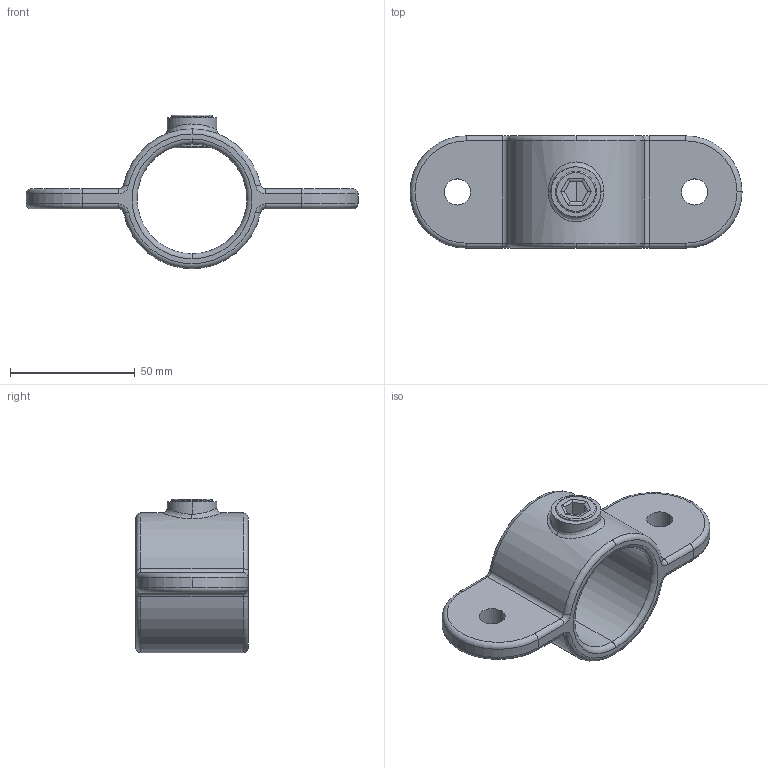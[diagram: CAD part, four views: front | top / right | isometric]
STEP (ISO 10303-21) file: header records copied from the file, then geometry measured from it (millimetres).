
FILE_DESCRIPTION (( 'STEP AP203' ), '1' );
FILE_NAME ('167M-C42.step', '2015-09-17T16:25:53', ( '' ), ( '' ), 'SwSTEP 2.0', 'SolidWorks 2015', '' );
FILE_SCHEMA (( 'CONFIG_CONTROL_DESIGN' ));
Length unit declared in the file: millimetre
Products named in the file (3): 167M-C42 Teil2; 167M-C42; 167M-C42 Teil1
Assembly tree (2 placements, depth 2):
  167M-C42
    167M-C42 Teil1
    167M-C42 Teil2
Bounding box: 133 x 45 x 61.5 mm (x, y, z)
Volume: 66334 mm3; surface area: 24174.4 mm2
Topology: 2 solids, 2 shells, 85 faces, 201 edges, 120 vertices
Faces by surface type: cylinder 42, torus 26, plane 15, bspline 2
Entity records: 3325 total; most frequent: CARTESIAN_POINT 1030, DIRECTION 461, ORIENTED_EDGE 402, EDGE_CURVE 201, AXIS2_PLACEMENT_3D 194, VERTEX_POINT 120, CIRCLE 106, EDGE_LOOP 95
